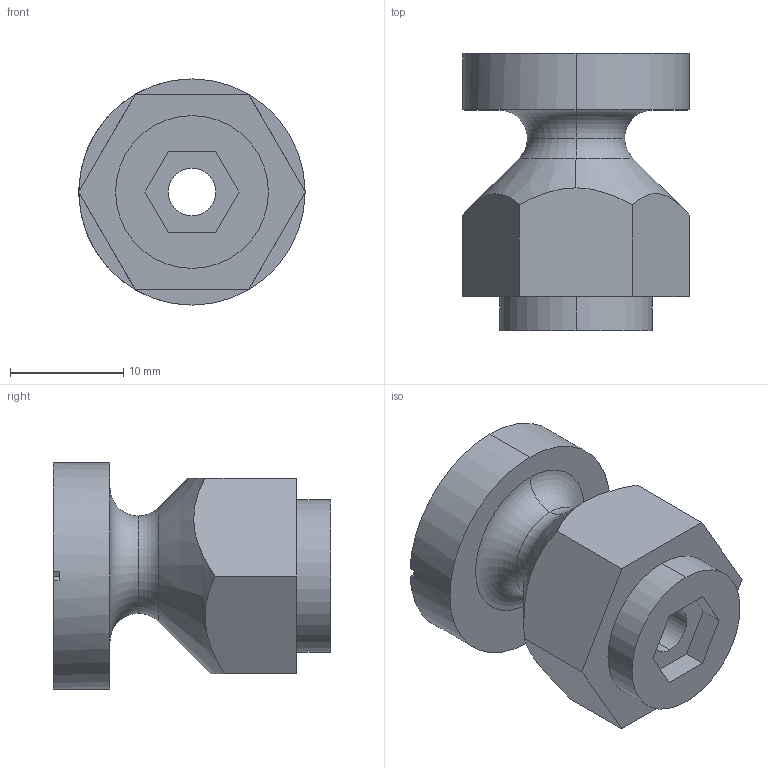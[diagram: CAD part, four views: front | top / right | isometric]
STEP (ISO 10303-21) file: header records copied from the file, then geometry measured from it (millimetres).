
FILE_DESCRIPTION (( 'STEP AP203' ), '1' );
FILE_NAME ('Linear Guide Eccentric.STEP', '2019-12-18T22:45:30', ( '' ), ( '' ), 'SwSTEP 2.0', 'SolidWorks 2018', '' );
FILE_SCHEMA (( 'CONFIG_CONTROL_DESIGN' ));
Length unit declared in the file: millimetre
Products named in the file (1): Linear Guide Eccentric
Bounding box: 20 x 24.5 x 20 mm (x, y, z)
Volume: 4592.6 mm3; surface area: 2458.6 mm2
Topology: 1 solids, 1 shells, 39 faces, 98 edges, 64 vertices
Faces by surface type: plane 27, cylinder 6, torus 4, cone 2
Entity records: 1315 total; most frequent: CARTESIAN_POINT 288, ORIENTED_EDGE 196, DIRECTION 194, EDGE_CURVE 98, LINE 66, VECTOR 66, AXIS2_PLACEMENT_3D 64, VERTEX_POINT 64
